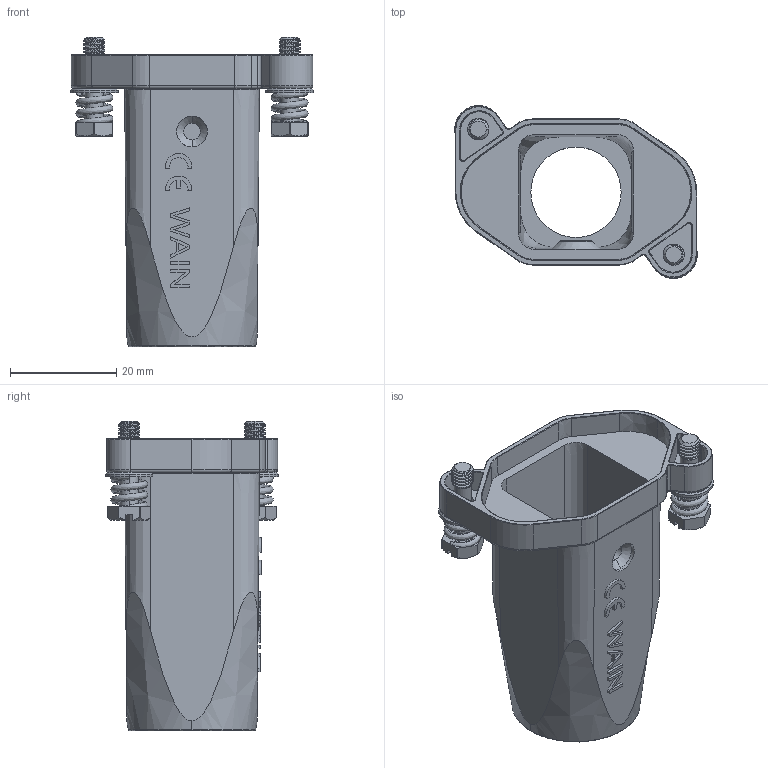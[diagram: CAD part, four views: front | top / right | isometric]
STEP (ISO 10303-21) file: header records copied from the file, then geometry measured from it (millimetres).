
FILE_DESCRIPTION(/* description */ (''),/* implementation_level */ '2;1');
FILE_NAME(/* name */ '3D_1130034201009_HP3A_H-TE-2S-PG13.5_V1.1.STP',/* time_stamp */ '2023-12-08T12:49:00+08:00',/* author */ (''),/* organization */ (''),/* preprocessor_version */ 'ST-DEVELOPER v18.1',/* originating_system */ 'SIEMENS PLM Software NX 1980',/* authorisation */ '');
FILE_SCHEMA (('AP203_CONFIGURATION_CONTROLLED_3D_DESIGN_OF_MECHANICAL_PARTS_AND_ASSEMBLIES_MIM_LF { 1 0 10303 403 2 1 2}'));
Length unit declared in the file: millimetre
Products named in the file (1): temp2
Bounding box: 45.63 x 32.53 x 58.25 mm (x, y, z)
Volume: 11534.7 mm3; surface area: 12459.3 mm2
Topology: 7 solids, 7 shells, 376 faces, 942 edges, 592 vertices
Faces by surface type: cylinder 134, plane 132, cone 47, torus 43, bspline 12, extrusion 8
Entity records: 15600 total; most frequent: CARTESIAN_POINT 7133, ORIENTED_EDGE 1884, DIRECTION 1573, EDGE_CURVE 942, AXIS2_PLACEMENT_3D 599, VERTEX_POINT 592, EDGE_LOOP 398, ADVANCED_FACE 376
